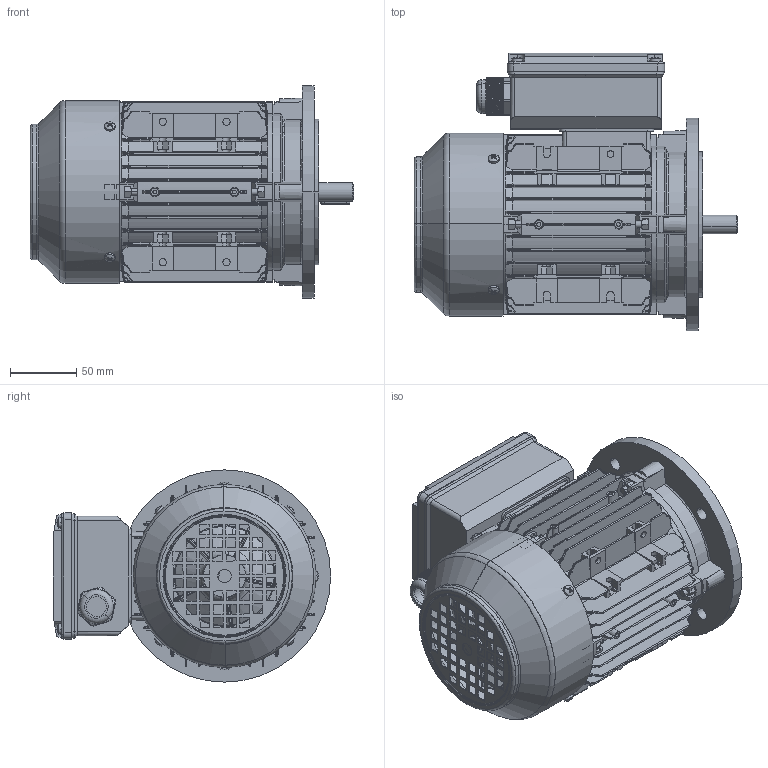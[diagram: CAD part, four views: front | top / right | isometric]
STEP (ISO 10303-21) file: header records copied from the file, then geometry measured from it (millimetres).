
FILE_DESCRIPTION (( 'STEP AP203' ), '1' );
FILE_NAME ('MY2 71 B5 臏源.STEP', '2024-09-04T02:04:59', ( '' ), ( '' ), 'SwSTEP 2.0', 'SolidWorks 2023', '' );
FILE_SCHEMA (( 'CONFIG_CONTROL_DESIGN' ));
Length unit declared in the file: millimetre
Products named in the file (16): cross recessed thread forming screws gb_GB_CROSS_SCREWS_TYPE138 M4X10-N; MY2 71 B5 铝方; plain parallel keys_GB_CONNECTING_PIECE_KEYS_CSK 5X22; M20×1.5螺套; TAN71 B5盖; TAN71 后盖; hexagon nuts grade c gb_GB_FASTENER_NUT_SNC1 M5-N; TAN71 机壳; cross recessed pan head screws gb_GB_CROSS_SCREWS_TYPE1 M4X12-12  H type-N; (MY2 63-71)MY63-71接线盒盖(铝) 方; TA71风罩; (MY2 63-71)MY63-71接线盒座(铝) 方; hexagon socket head cap screws gb_GB_FASTENER_SCREWS_HSHCS M5X25-N; T71转轴; MS71 风叶; (MY2 63-71)MY63-71接线盒总成 (铝) 方
Assembly tree (35 placements, depth 3):
  MY2 71 B5 铝方
    TAN71 机壳
    TAN71 后盖
    T71转轴
    TA71风罩
    MS71 风叶
    hexagon nuts grade c gb_GB_FASTENER_NUT_SNC1 M5-N  x8
    hexagon socket head cap screws gb_GB_FASTENER_SCREWS_HSHCS M5X25-N  x8
    cross recessed thread forming screws gb_GB_CROSS_SCREWS_TYPE138 M4X10-N  x4
    plain parallel keys_GB_CONNECTING_PIECE_KEYS_CSK 5X22
    TAN71 B5盖
    (MY2 63-71)MY63-71接线盒总成 (铝) 方
      (MY2 63-71)MY63-71接线盒座(铝) 方
      (MY2 63-71)MY63-71接线盒盖(铝) 方
      cross recessed pan head screws gb_GB_CROSS_SCREWS_TYPE1 M4X12-12  H type-N  x4
      M20×1.5螺套
Bounding box: 244 x 209 x 160 mm (x, y, z)
Volume: 738707 mm3; surface area: 533442.6 mm2
Topology: 34 solids, 34 shells, 4156 faces, 10769 edges, 6736 vertices
Faces by surface type: plane 1999, cylinder 1055, bspline 554, cone 368, torus 152, sphere 28
Entity records: 133127 total; most frequent: CARTESIAN_POINT 44758, ORIENTED_EDGE 19418, DIRECTION 16205, EDGE_CURVE 9709, VERTEX_POINT 6101, AXIS2_PLACEMENT_3D 5652, VECTOR 4901, LINE 4901
